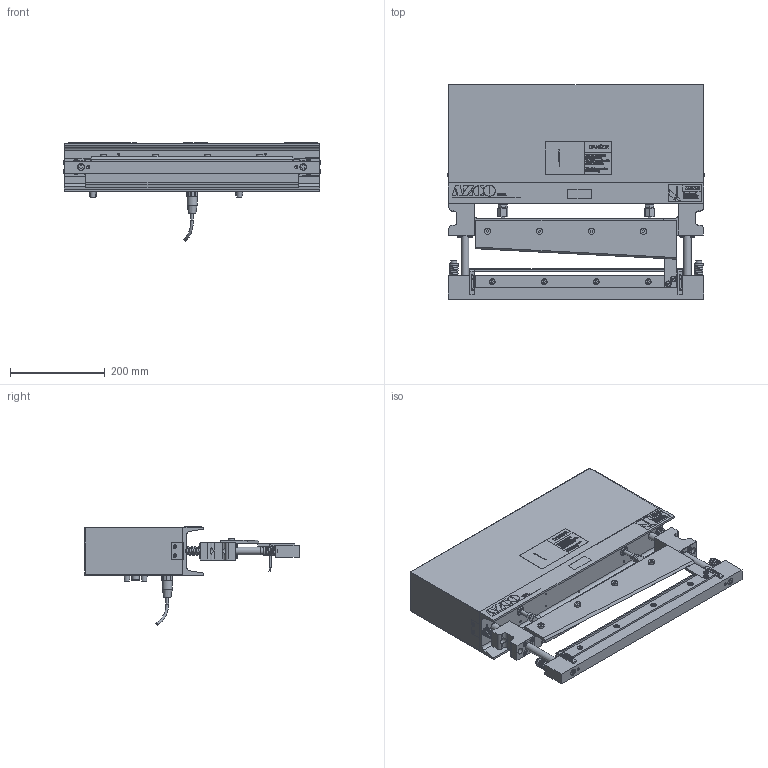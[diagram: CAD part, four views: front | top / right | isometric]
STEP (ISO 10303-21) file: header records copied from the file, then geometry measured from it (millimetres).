
FILE_DESCRIPTION(/* description */ (''),/* implementation_level */ '2;1');
FILE_NAME(/* name */ 'SKC400.stp',/* time_stamp */ '2023-01-09T08:19:40-05:00',/* author */ ('tmcandrew'),/* organization */ (''),/* preprocessor_version */ 'ST-DEVELOPER v16.1',/* originating_system */ 'Autodesk Inventor 2016',/* authorisation */ '');
FILE_SCHEMA (('AUTOMOTIVE_DESIGN { 1 0 10303 214 3 1 1 }'));
Products named in the file (1): SKC400 SOLID MODEL
Bounding box: 542.63 x 453.37 x 207.35 mm (x, y, z)
Volume: 4330861.6 mm3; surface area: 1381930 mm2
Topology: 1 solids, 61 shells, 5163 faces, 13382 edges, 8854 vertices
Faces by surface type: plane 2907, bspline 1499, cylinder 605, cone 125, torus 19, sphere 8
Full cylindrical faces by diameter (mm): 2.459 x22, 3 x6, 3.4 x4, 3.5 x8, 4 x12, 4.134 x36, 4.763 x4, 4.917 x2, 5 x18, 5.5 x1, 5.6 x18, 6 x18, 6.35 x2, 6.647 x8, 7.1 x4, 7.6 x6, 7.8 x2, 8 x18, 8.433 x4, 8.5 x6, 8.7 x4, 9 x4, 9.5 x20, 9.525 x10, 10 x6, 10.05 x4, 10.917 x10, 12.5 x2, 12.7 x2, 13 x12
Entity records: 195384 total; most frequent: CARTESIAN_POINT 75894, ORIENTED_EDGE 25436, DIRECTION 18263, EDGE_CURVE 12718, VERTEX_POINT 8653, LINE 8403, VECTOR 8403, EDGE_LOOP 6289
